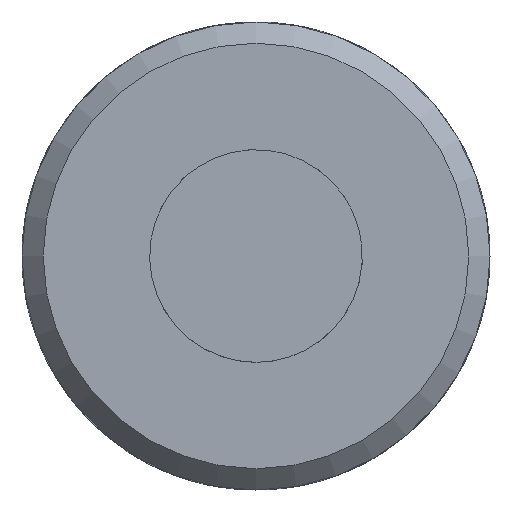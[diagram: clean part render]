
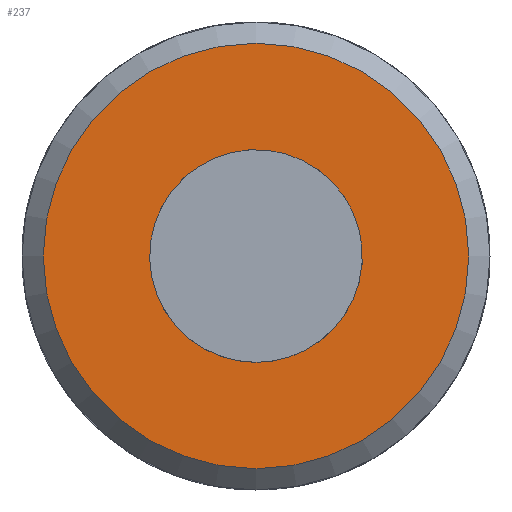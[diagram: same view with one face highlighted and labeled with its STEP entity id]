
A CAD part, left-side view. The second image highlights one B-rep face of the part: STEP entity #237.
In plain terms, the highlighted planar face has unit normal (-1, 0, 0).
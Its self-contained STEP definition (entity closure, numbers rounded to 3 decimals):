
#237 = ADVANCED_FACE( '', ( #475, #476 ), #477, .F. );
#475 = FACE_OUTER_BOUND( '', #761, .T. );
#476 = FACE_BOUND( '', #762, .T. );
#477 = PLANE( '', #763 );
#761 = EDGE_LOOP( '', ( #1162 ) );
#762 = EDGE_LOOP( '', ( #1163 ) );
#763 = AXIS2_PLACEMENT_3D( '', #1164, #1165, #1166 );
#1162 = ORIENTED_EDGE( '', *, *, #1639, .F. );
#1163 = ORIENTED_EDGE( '', *, *, #1562, .T. );
#1164 = CARTESIAN_POINT( '', ( 0., 0., 0. ) );
#1165 = DIRECTION( '', ( 1., 0., 0. ) );
#1166 = DIRECTION( '', ( 0., 0., -1. ) );
#1562 = EDGE_CURVE( '', #1807, #1807, #1808, .T. );
#1639 = EDGE_CURVE( '', #1925, #1925, #1926, .T. );
#1807 = VERTEX_POINT( '', #2292 );
#1808 = CIRCLE( '', #2293, 5. );
#1925 = VERTEX_POINT( '', #2636 );
#1926 = CIRCLE( '', #2637, 10. );
#2292 = CARTESIAN_POINT( '', ( 0., 0., -5. ) );
#2293 = AXIS2_PLACEMENT_3D( '', #3419, #3420, #3421 );
#2636 = CARTESIAN_POINT( '', ( 0., 0., -10. ) );
#2637 = AXIS2_PLACEMENT_3D( '', #3500, #3501, #3502 );
#3419 = CARTESIAN_POINT( '', ( 0., 0., 0. ) );
#3420 = DIRECTION( '', ( 1., 0., 0. ) );
#3421 = DIRECTION( '', ( 0., 0., -1. ) );
#3500 = CARTESIAN_POINT( '', ( 0., 0., 0. ) );
#3501 = DIRECTION( '', ( 1., 0., 0. ) );
#3502 = DIRECTION( '', ( 0., 0., -1. ) );
